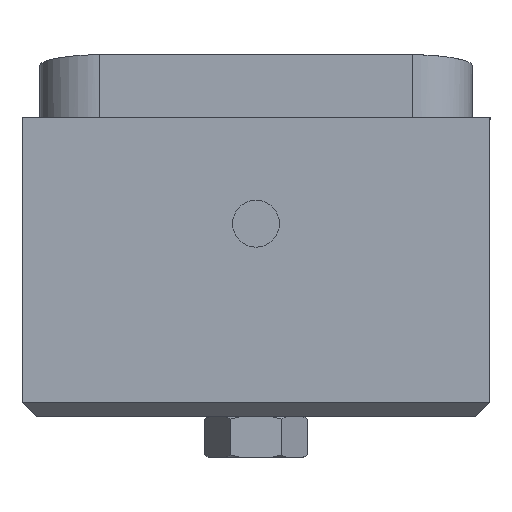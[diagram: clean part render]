
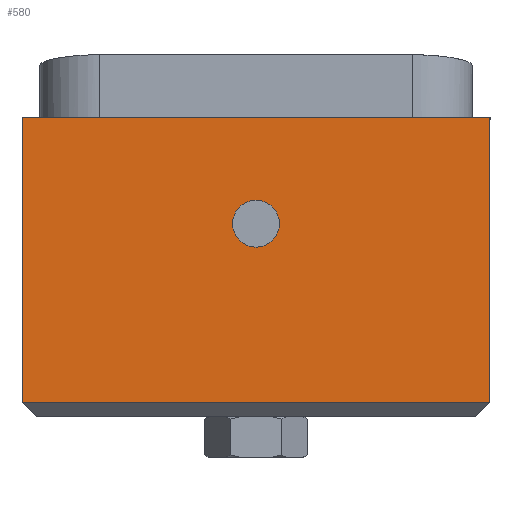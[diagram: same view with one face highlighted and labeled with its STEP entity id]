
A CAD part, left-side view. The second image highlights one B-rep face of the part: STEP entity #580.
In plain terms, the highlighted planar face has unit normal (-1, 0, 0).
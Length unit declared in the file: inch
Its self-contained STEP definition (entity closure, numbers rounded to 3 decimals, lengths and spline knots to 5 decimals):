
#1 = VERTEX_POINT ( 'NONE', #3074 ) ;
#27 = EDGE_CURVE ( 'NONE', #2705, #1, #1601, .T. ) ;
#208 = CARTESIAN_POINT ( 'NONE',  ( -0.9845, 0.1, 0.492 ) ) ;
#256 = CARTESIAN_POINT ( 'NONE',  ( -0.9845, 0.7, -0.492 ) ) ;
#275 = FACE_OUTER_BOUND ( 'NONE', #2113, .T. ) ;
#304 = PLANE ( 'NONE',  #2332 ) ;
#325 = ORIENTED_EDGE ( 'NONE', *, *, #27, .F. ) ;
#370 = LINE ( 'NONE', #2246, #2905 ) ;
#505 = VERTEX_POINT ( 'NONE', #3377 ) ;
#580 = ADVANCED_FACE ( 'NONE', ( #2706, #275 ), #304, .T. ) ;
#725 = EDGE_LOOP ( 'NONE', ( #325, #3391 ) ) ;
#731 = CARTESIAN_POINT ( 'NONE',  ( -0.9845, 0.1, -0.492 ) ) ;
#752 = VECTOR ( 'NONE', #1533, 39.37008 ) ;
#797 = VERTEX_POINT ( 'NONE', #256 ) ;
#931 = DIRECTION ( 'NONE',  ( 0., 1., 0. ) ) ;
#992 = DIRECTION ( 'NONE',  ( 0., 0., 1. ) ) ;
#1373 = CARTESIAN_POINT ( 'NONE',  ( -0.9845, 0.7, -0.492 ) ) ;
#1390 = CARTESIAN_POINT ( 'NONE',  ( -0.9845, 0.324, 0.04921 ) ) ;
#1394 = DIRECTION ( 'NONE',  ( -1., 0., 0. ) ) ;
#1397 = EDGE_CURVE ( 'NONE', #505, #797, #370, .T. ) ;
#1413 = ORIENTED_EDGE ( 'NONE', *, *, #2210, .T. ) ;
#1474 = CARTESIAN_POINT ( 'NONE',  ( -0.9845, 0.324, 0. ) ) ;
#1533 = DIRECTION ( 'NONE',  ( 0., 1., 0. ) ) ;
#1567 = ORIENTED_EDGE ( 'NONE', *, *, #2998, .T. ) ;
#1601 = CIRCLE ( 'NONE', #3016, 0.04921 ) ;
#1650 = ORIENTED_EDGE ( 'NONE', *, *, #2144, .T. ) ;
#1698 = CARTESIAN_POINT ( 'NONE',  ( -0.9845, 0.7, 0.492 ) ) ;
#1950 = CARTESIAN_POINT ( 'NONE',  ( -0.9845, 0.1, 0.492 ) ) ;
#1995 = DIRECTION ( 'NONE',  ( -1., 0., 0. ) ) ;
#2017 = CARTESIAN_POINT ( 'NONE',  ( -0.9845, 0.1, 0.492 ) ) ;
#2093 = EDGE_CURVE ( 'NONE', #1, #2705, #2582, .T. ) ;
#2113 = EDGE_LOOP ( 'NONE', ( #2869, #1650, #1413, #1567 ) ) ;
#2144 = EDGE_CURVE ( 'NONE', #505, #3303, #3075, .T. ) ;
#2210 = EDGE_CURVE ( 'NONE', #3303, #2647, #2354, .T. ) ;
#2246 = CARTESIAN_POINT ( 'NONE',  ( -0.9845, 0.1, -0.492 ) ) ;
#2271 = DIRECTION ( 'NONE',  ( -1., 0., 0. ) ) ;
#2332 = AXIS2_PLACEMENT_3D ( 'NONE', #1950, #1394, #2657 ) ;
#2354 = LINE ( 'NONE', #208, #752 ) ;
#2471 = AXIS2_PLACEMENT_3D ( 'NONE', #1474, #2271, #3329 ) ;
#2513 = CARTESIAN_POINT ( 'NONE',  ( -0.9845, 0.324, 0. ) ) ;
#2582 = CIRCLE ( 'NONE', #2471, 0.04921 ) ;
#2613 = DIRECTION ( 'NONE',  ( 0., 0., 1. ) ) ;
#2647 = VERTEX_POINT ( 'NONE', #1698 ) ;
#2657 = DIRECTION ( 'NONE',  ( 0., 0., 1. ) ) ;
#2701 = LINE ( 'NONE', #1373, #3393 ) ;
#2705 = VERTEX_POINT ( 'NONE', #1390 ) ;
#2706 = FACE_BOUND ( 'NONE', #725, .T. ) ;
#2869 = ORIENTED_EDGE ( 'NONE', *, *, #1397, .F. ) ;
#2905 = VECTOR ( 'NONE', #931, 39.37008 ) ;
#2931 = DIRECTION ( 'NONE',  ( 0., 0., -1. ) ) ;
#2998 = EDGE_CURVE ( 'NONE', #2647, #797, #2701, .T. ) ;
#3016 = AXIS2_PLACEMENT_3D ( 'NONE', #2513, #1995, #992 ) ;
#3074 = CARTESIAN_POINT ( 'NONE',  ( -0.9845, 0.324, -0.04921 ) ) ;
#3075 = LINE ( 'NONE', #731, #3246 ) ;
#3246 = VECTOR ( 'NONE', #2613, 39.37008 ) ;
#3303 = VERTEX_POINT ( 'NONE', #2017 ) ;
#3329 = DIRECTION ( 'NONE',  ( 0., 0., 1. ) ) ;
#3377 = CARTESIAN_POINT ( 'NONE',  ( -0.9845, 0.1, -0.492 ) ) ;
#3391 = ORIENTED_EDGE ( 'NONE', *, *, #2093, .F. ) ;
#3393 = VECTOR ( 'NONE', #2931, 39.37008 ) ;
